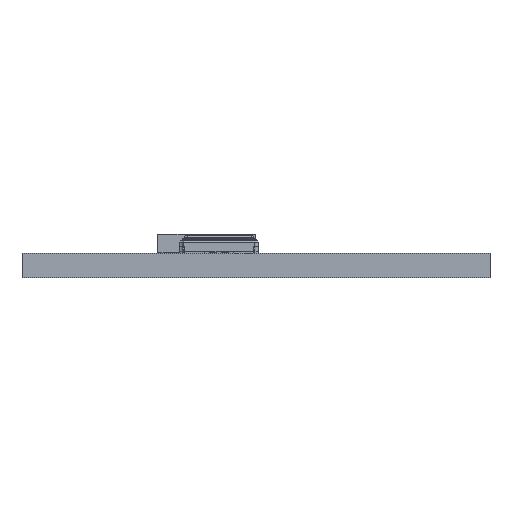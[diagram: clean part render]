
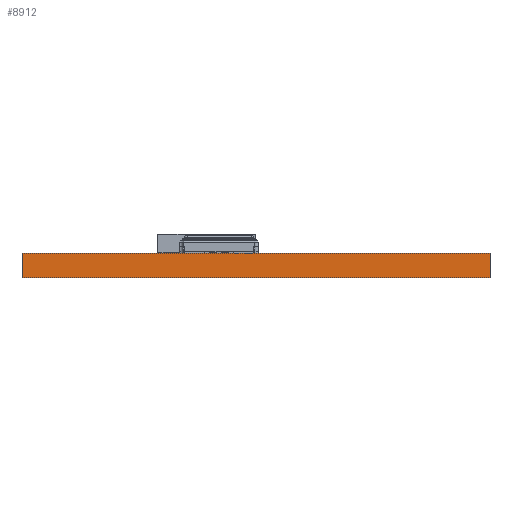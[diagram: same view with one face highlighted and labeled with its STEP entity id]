
A CAD part, front view. The second image highlights one B-rep face of the part: STEP entity #8912.
In plain terms, the highlighted planar face has unit normal (0, -1, 0).
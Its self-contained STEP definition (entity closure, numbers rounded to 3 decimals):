
#918=FACE_OUTER_BOUND('',#1402,.T.);
#1402=EDGE_LOOP('',(#7487,#7488,#7489,#7490));
#2273=LINE('',#18330,#3212);
#2280=LINE('',#18340,#3219);
#2289=LINE('',#18353,#3228);
#2299=LINE('',#18372,#3238);
#3212=VECTOR('',#11178,10.);
#3219=VECTOR('',#11187,10.);
#3228=VECTOR('',#11200,10.);
#3238=VECTOR('',#11228,10.);
#4071=VERTEX_POINT('',#18327);
#4072=VERTEX_POINT('',#18329);
#4074=VERTEX_POINT('',#18339);
#4076=VERTEX_POINT('',#18352);
#5227=EDGE_CURVE('',#4072,#4071,#2273,.T.);
#5234=EDGE_CURVE('',#4074,#4072,#2280,.T.);
#5243=EDGE_CURVE('',#4074,#4076,#2289,.T.);
#5253=EDGE_CURVE('',#4076,#4071,#2299,.T.);
#7487=ORIENTED_EDGE('',*,*,#5234,.T.);
#7488=ORIENTED_EDGE('',*,*,#5227,.T.);
#7489=ORIENTED_EDGE('',*,*,#5253,.F.);
#7490=ORIENTED_EDGE('',*,*,#5243,.F.);
#8218=PLANE('',#9464);
#8912=ADVANCED_FACE('',(#918),#8218,.T.);
#9464=AXIS2_PLACEMENT_3D('',#18371,#11226,#11227);
#11178=DIRECTION('',(0.,0.,1.));
#11187=DIRECTION('',(1.,0.,0.));
#11200=DIRECTION('',(0.,0.,1.));
#11226=DIRECTION('center_axis',(0.,-1.,0.));
#11227=DIRECTION('ref_axis',(1.,0.,0.));
#11228=DIRECTION('',(1.,0.,0.));
#18327=CARTESIAN_POINT('',(19.,0.,1.));
#18329=CARTESIAN_POINT('',(19.,0.,0.));
#18330=CARTESIAN_POINT('',(19.,0.,0.));
#18339=CARTESIAN_POINT('',(0.,0.,0.));
#18340=CARTESIAN_POINT('',(0.,0.,0.));
#18352=CARTESIAN_POINT('',(0.,0.,1.));
#18353=CARTESIAN_POINT('',(0.,0.,0.));
#18371=CARTESIAN_POINT('Origin',(0.,0.,0.));
#18372=CARTESIAN_POINT('',(0.,0.,1.));
